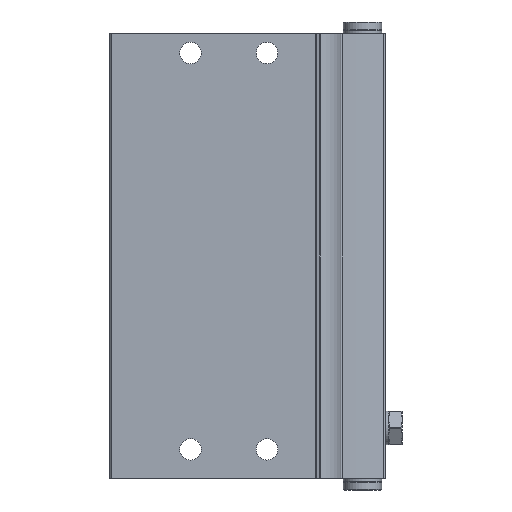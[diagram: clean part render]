
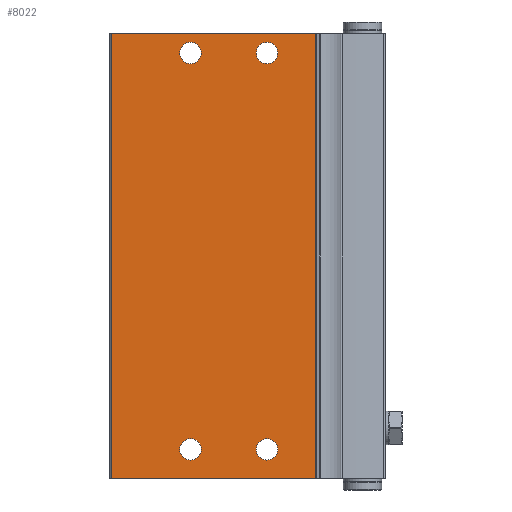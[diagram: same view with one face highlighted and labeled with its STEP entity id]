
A CAD part, front view. The second image highlights one B-rep face of the part: STEP entity #8022.
In plain terms, the highlighted planar face has unit normal (0, -1, 0).
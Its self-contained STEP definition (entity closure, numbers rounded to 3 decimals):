
#238=LINE('',#13332,#817);
#239=LINE('',#13342,#818);
#240=LINE('',#13344,#819);
#241=LINE('',#13346,#820);
#817=VECTOR('',#10075,1000.);
#818=VECTOR('',#10086,1000.);
#819=VECTOR('',#10087,1000.);
#820=VECTOR('',#10088,1000.);
#1373=PLANE('',#9030);
#1661=CIRCLE('',#9031,2.25);
#1662=CIRCLE('',#9032,2.25);
#1663=CIRCLE('',#9033,2.25);
#1664=CIRCLE('',#9034,2.25);
#2179=ORIENTED_EDGE('',*,*,#4251,.F.);
#2180=ORIENTED_EDGE('',*,*,#4252,.F.);
#2181=ORIENTED_EDGE('',*,*,#4253,.F.);
#2182=ORIENTED_EDGE('',*,*,#4254,.F.);
#2183=ORIENTED_EDGE('',*,*,#4255,.F.);
#2184=ORIENTED_EDGE('',*,*,#4250,.F.);
#2185=ORIENTED_EDGE('',*,*,#4256,.T.);
#2186=ORIENTED_EDGE('',*,*,#4257,.T.);
#4250=EDGE_CURVE('',#5277,#5276,#238,.T.);
#4251=EDGE_CURVE('',#5278,#5278,#1661,.T.);
#4252=EDGE_CURVE('',#5279,#5279,#1662,.T.);
#4253=EDGE_CURVE('',#5280,#5280,#1663,.T.);
#4254=EDGE_CURVE('',#5281,#5281,#1664,.T.);
#4255=EDGE_CURVE('',#5276,#5282,#239,.T.);
#4256=EDGE_CURVE('',#5277,#5283,#240,.T.);
#4257=EDGE_CURVE('',#5283,#5282,#241,.T.);
#5276=VERTEX_POINT('',#13329);
#5277=VERTEX_POINT('',#13331);
#5278=VERTEX_POINT('',#13335);
#5279=VERTEX_POINT('',#13337);
#5280=VERTEX_POINT('',#13339);
#5281=VERTEX_POINT('',#13341);
#5282=VERTEX_POINT('',#13343);
#5283=VERTEX_POINT('',#13345);
#6154=EDGE_LOOP('',(#2179));
#6155=EDGE_LOOP('',(#2180));
#6156=EDGE_LOOP('',(#2181));
#6157=EDGE_LOOP('',(#2182));
#6158=EDGE_LOOP('',(#2183,#2184,#2185,#2186));
#7020=FACE_BOUND('',#6154,.T.);
#7021=FACE_BOUND('',#6155,.T.);
#7022=FACE_BOUND('',#6156,.T.);
#7023=FACE_BOUND('',#6157,.T.);
#7024=FACE_BOUND('',#6158,.T.);
#8022=ADVANCED_FACE('',(#7020,#7021,#7022,#7023,#7024),#1373,.T.);
#9030=AXIS2_PLACEMENT_3D('',#13333,#10076,#10077);
#9031=AXIS2_PLACEMENT_3D('',#13334,#10078,#10079);
#9032=AXIS2_PLACEMENT_3D('',#13336,#10080,#10081);
#9033=AXIS2_PLACEMENT_3D('',#13338,#10082,#10083);
#9034=AXIS2_PLACEMENT_3D('',#13340,#10084,#10085);
#10075=DIRECTION('',(0.,0.,1.));
#10076=DIRECTION('',(0.,-1.,0.));
#10077=DIRECTION('',(0.,0.,-1.));
#10078=DIRECTION('',(0.,-1.,0.));
#10079=DIRECTION('',(0.,0.,-1.));
#10080=DIRECTION('',(0.,-1.,0.));
#10081=DIRECTION('',(0.,0.,-1.));
#10082=DIRECTION('',(0.,-1.,0.));
#10083=DIRECTION('',(0.,0.,-1.));
#10084=DIRECTION('',(0.,-1.,0.));
#10085=DIRECTION('',(0.,0.,-1.));
#10086=DIRECTION('',(1.,0.,0.));
#10087=DIRECTION('',(1.,0.,0.));
#10088=DIRECTION('',(0.,0.,1.));
#13329=CARTESIAN_POINT('',(-18.069,0.,0.));
#13331=CARTESIAN_POINT('',(-18.069,0.,-93.));
#13332=CARTESIAN_POINT('',(-18.069,0.,-93.));
#13333=CARTESIAN_POINT('',(-18.069,0.,-93.));
#13334=CARTESIAN_POINT('',(-8.,0.,-6.));
#13335=CARTESIAN_POINT('',(-8.,0.,-8.25));
#13336=CARTESIAN_POINT('',(-8.,0.,-89.));
#13337=CARTESIAN_POINT('',(-8.,0.,-91.25));
#13338=CARTESIAN_POINT('',(8.,0.,-89.));
#13339=CARTESIAN_POINT('',(8.,0.,-91.25));
#13340=CARTESIAN_POINT('',(8.,0.,-6.));
#13341=CARTESIAN_POINT('',(8.,0.,-8.25));
#13342=CARTESIAN_POINT('',(-18.069,0.,0.));
#13343=CARTESIAN_POINT('',(24.5,0.,0.));
#13344=CARTESIAN_POINT('',(-18.069,0.,-93.));
#13345=CARTESIAN_POINT('',(24.5,0.,-93.));
#13346=CARTESIAN_POINT('',(24.5,0.,-93.));
